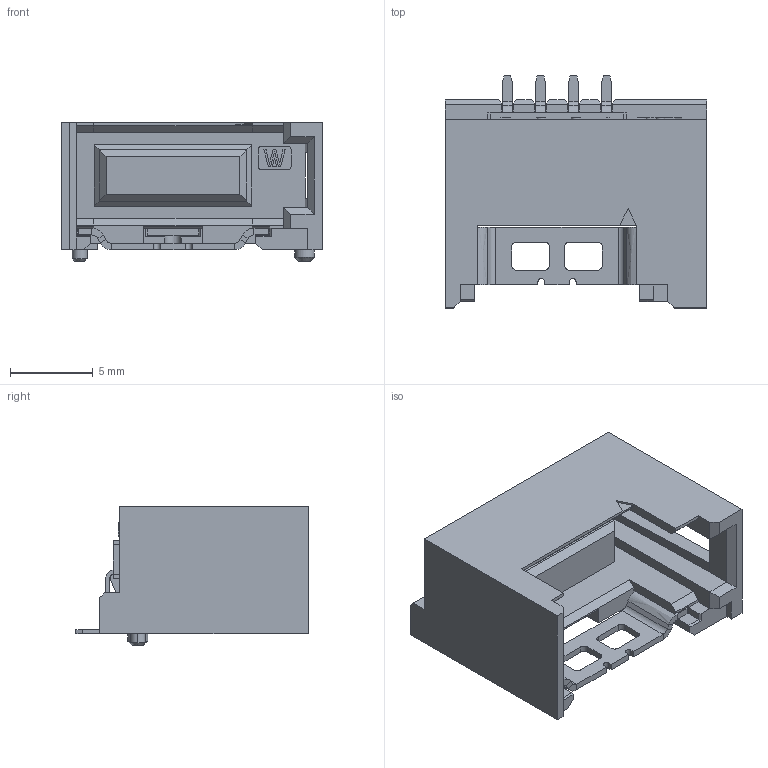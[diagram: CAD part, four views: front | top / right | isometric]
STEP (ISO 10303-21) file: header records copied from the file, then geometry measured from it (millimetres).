
FILE_DESCRIPTION( ('This file contains a STEP AP42 implementation' ,'as created by ZW3D STEP Interface translator.') ,'2;1' );
FILE_NAME( '5372-1Z04XXBX01.stp' ,'2312 4.114635', (''), ('ZWCAD Software Co.'), 'Version 1.0', 'ZW3D to STEP translator', '' );
FILE_SCHEMA(('AUTOMOTIVE_DESIGN { 1 0 10303 214 1 1 1 1 }'));
Length unit declared in the file: millimetre
Products named in the file (2): 0; 5372-1Z04XXBX01.stpWZH
Bounding box: 15.8 x 14.05 x 8.4 mm (x, y, z)
Volume: 612.2 mm3; surface area: 1282.2 mm2
Topology: 1 solids, 1 shells, 547 faces, 1499 edges, 972 vertices
Faces by surface type: plane 458, bspline 68, cylinder 16, cone 5
Entity records: 18211 total; most frequent: CARTESIAN_POINT 4053, ORIENTED_EDGE 2998, DIRECTION 2488, EDGE_CURVE 1499, VECTOR 1322, LINE 1322, VERTEX_POINT 972, AXIS2_PLACEMENT_3D 583
